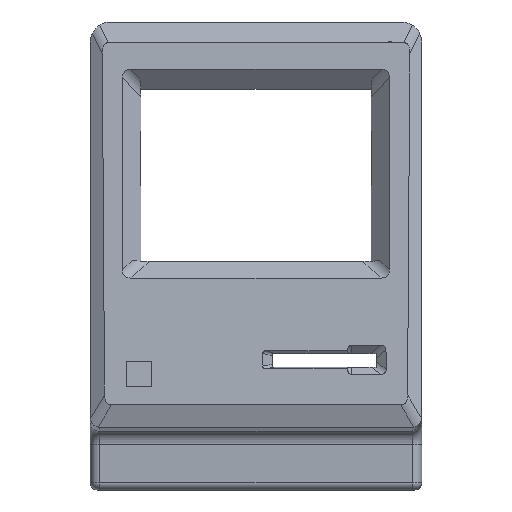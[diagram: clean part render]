
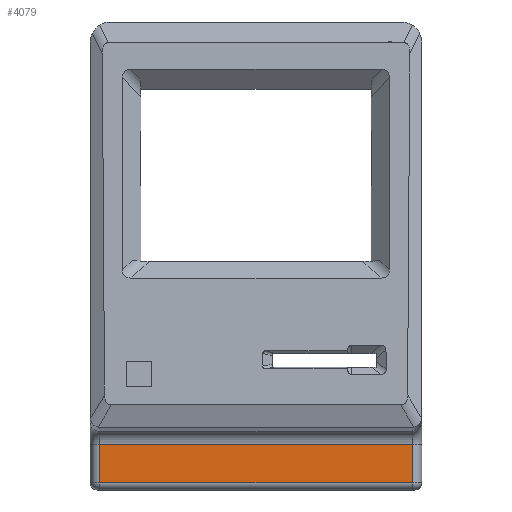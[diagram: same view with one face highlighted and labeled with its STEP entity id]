
A CAD part, front view. The second image highlights one B-rep face of the part: STEP entity #4079.
In plain terms, the highlighted planar face has unit normal (0, -1, 0).
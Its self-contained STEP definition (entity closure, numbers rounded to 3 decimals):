
#4040=CARTESIAN_POINT('',(-111.512,-18.566,-60.938));
#4041=DIRECTION('',(-0.,1.,-0.));
#4042=DIRECTION('',(0.,0.,1.));
#4043=AXIS2_PLACEMENT_3D('',#4040,#4041,#4042);
#4044=PLANE('',#4043);
#4045=CARTESIAN_POINT('',(-151.11,-18.566,-57.101));
#4046=VERTEX_POINT('',#4045);
#4047=CARTESIAN_POINT('',(-151.11,-18.566,-66.73));
#4048=VERTEX_POINT('',#4047);
#4049=CARTESIAN_POINT('',(-151.11,-18.566,-57.101));
#4050=DIRECTION('',(-0.,-0.,-1.));
#4051=VECTOR('',#4050,9.629);
#4052=LINE('',#4049,#4051);
#4053=EDGE_CURVE('',#4046,#4048,#4052,.T.);
#4054=ORIENTED_EDGE('',*,*,#4053,.T.);
#4055=CARTESIAN_POINT('',(-71.913,-18.566,-66.73));
#4056=VERTEX_POINT('',#4055);
#4057=CARTESIAN_POINT('',(-151.11,-18.566,-66.73));
#4058=DIRECTION('',(1.,0.,-0.));
#4059=VECTOR('',#4058,79.197);
#4060=LINE('',#4057,#4059);
#4061=EDGE_CURVE('',#4048,#4056,#4060,.T.);
#4062=ORIENTED_EDGE('',*,*,#4061,.T.);
#4063=CARTESIAN_POINT('',(-71.913,-18.566,-57.101));
#4064=VERTEX_POINT('',#4063);
#4065=CARTESIAN_POINT('',(-71.913,-18.566,-66.73));
#4066=DIRECTION('',(-0.,0.,1.));
#4067=VECTOR('',#4066,9.629);
#4068=LINE('',#4065,#4067);
#4069=EDGE_CURVE('',#4056,#4064,#4068,.T.);
#4070=ORIENTED_EDGE('',*,*,#4069,.T.);
#4071=CARTESIAN_POINT('',(-71.913,-18.566,-57.101));
#4072=DIRECTION('',(-1.,-0.,-0.));
#4073=VECTOR('',#4072,79.197);
#4074=LINE('',#4071,#4073);
#4075=EDGE_CURVE('',#4064,#4046,#4074,.T.);
#4076=ORIENTED_EDGE('',*,*,#4075,.T.);
#4077=EDGE_LOOP('',(#4054,#4062,#4070,#4076));
#4078=FACE_BOUND('',#4077,.T.);
#4079=ADVANCED_FACE('',(#4078),#4044,.F.);
